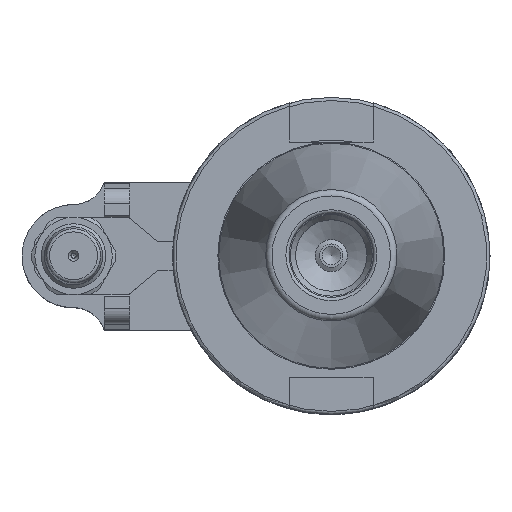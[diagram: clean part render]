
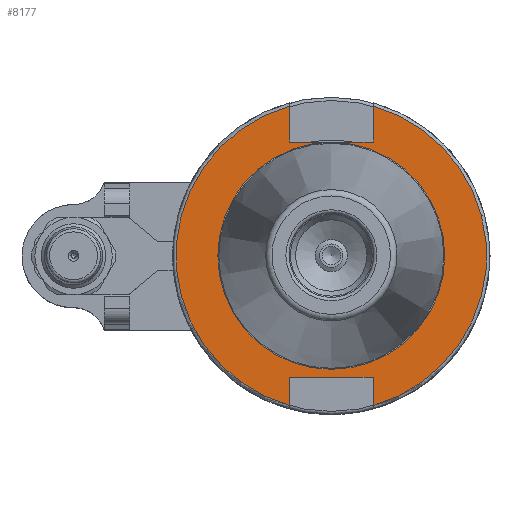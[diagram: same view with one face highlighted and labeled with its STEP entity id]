
A CAD part, top view. The second image highlights one B-rep face of the part: STEP entity #8177.
In plain terms, the highlighted planar face has unit normal (0, 0, 1).
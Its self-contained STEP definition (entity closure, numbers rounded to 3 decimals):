
#6891=CARTESIAN_POINT('',(12.955,35.31,-3.175));
#6892=VERTEX_POINT('',#6891);
#6899=CARTESIAN_POINT('',(12.955,46.439,-3.175));
#6900=VERTEX_POINT('',#6899);
#6901=CARTESIAN_POINT('',(12.955,46.439,-3.175));
#6902=DIRECTION('',(0.0,-1.0,0.0));
#6903=VECTOR('',#6902,11.129);
#6904=LINE('',#6901,#6903);
#6905=EDGE_CURVE('',#6900,#6892,#6904,.T.);
#7085=CARTESIAN_POINT('',(-12.955,46.439,-3.175));
#7086=VERTEX_POINT('',#7085);
#7100=CARTESIAN_POINT('',(-12.955,35.31,-3.175));
#7101=VERTEX_POINT('',#7100);
#7102=CARTESIAN_POINT('',(-12.955,35.31,-3.175));
#7103=DIRECTION('',(0.0,1.0,0.0));
#7104=VECTOR('',#7103,11.129);
#7105=LINE('',#7102,#7104);
#7106=EDGE_CURVE('',#7101,#7086,#7105,.T.);
#7131=CARTESIAN_POINT('',(12.955,35.31,-3.175));
#7132=DIRECTION('',(-1.0,0.0,0.0));
#7133=VECTOR('',#7132,25.91);
#7134=LINE('',#7131,#7133);
#7135=EDGE_CURVE('',#6892,#7101,#7134,.T.);
#7389=CARTESIAN_POINT('',(12.955,-46.439,-3.175));
#7390=VERTEX_POINT('',#7389);
#7391=CARTESIAN_POINT('',(0.,0.0,-3.175));
#7392=DIRECTION('',(0.0,0.0,-1.0));
#7393=DIRECTION('',(0.0,1.0,0.0));
#7394=AXIS2_PLACEMENT_3D('',#7391,#7392,#7393);
#7395=CIRCLE('',#7394,48.212);
#7396=EDGE_CURVE('',#6900,#7390,#7395,.T.);
#7482=CARTESIAN_POINT('',(-12.955,-37.72,-3.175));
#7483=VERTEX_POINT('',#7482);
#7490=CARTESIAN_POINT('',(-12.955,-46.439,-3.175));
#7491=VERTEX_POINT('',#7490);
#7492=CARTESIAN_POINT('',(-12.955,-46.439,-3.175));
#7493=DIRECTION('',(0.0,1.0,0.0));
#7494=VECTOR('',#7493,8.719);
#7495=LINE('',#7492,#7494);
#7496=EDGE_CURVE('',#7491,#7483,#7495,.T.);
#7598=CARTESIAN_POINT('',(12.955,-37.72,-3.175));
#7599=VERTEX_POINT('',#7598);
#7600=CARTESIAN_POINT('',(12.955,-37.72,-3.175));
#7601=DIRECTION('',(0.0,-1.0,0.0));
#7602=VECTOR('',#7601,8.719);
#7603=LINE('',#7600,#7602);
#7604=EDGE_CURVE('',#7599,#7390,#7603,.T.);
#7636=CARTESIAN_POINT('',(-12.955,-37.72,-3.175));
#7637=DIRECTION('',(1.0,0.0,0.0));
#7638=VECTOR('',#7637,25.91);
#7639=LINE('',#7636,#7638);
#7640=EDGE_CURVE('',#7483,#7599,#7639,.T.);
#8138=CARTESIAN_POINT('',(0.,35.225,-3.175));
#8139=VERTEX_POINT('',#8138);
#8140=CARTESIAN_POINT('',(0.,0.0,-3.175));
#8141=DIRECTION('',(0.0,0.0,-1.0));
#8142=DIRECTION('',(0.0,1.0,0.0));
#8143=AXIS2_PLACEMENT_3D('',#8140,#8141,#8142);
#8144=CIRCLE('',#8143,35.225);
#8145=EDGE_CURVE('',#8139,#8139,#8144,.T.);
#8153=CARTESIAN_POINT('',(0.,41.719,-3.175));
#8154=DIRECTION('',(0.0,0.0,1.0));
#8155=DIRECTION('',(1.0,0.0,0.0));
#8156=AXIS2_PLACEMENT_3D('',#8153,#8154,#8155);
#8157=PLANE('',#8156);
#8158=ORIENTED_EDGE('',*,*,#7106,.T.);
#8159=CARTESIAN_POINT('',(0.,0.0,-3.175));
#8160=DIRECTION('',(0.0,0.0,-1.0));
#8161=DIRECTION('',(0.0,1.0,0.0));
#8162=AXIS2_PLACEMENT_3D('',#8159,#8160,#8161);
#8163=CIRCLE('',#8162,48.212);
#8164=EDGE_CURVE('',#7491,#7086,#8163,.T.);
#8165=ORIENTED_EDGE('',*,*,#8164,.F.);
#8166=ORIENTED_EDGE('',*,*,#7496,.T.);
#8167=ORIENTED_EDGE('',*,*,#7640,.T.);
#8168=ORIENTED_EDGE('',*,*,#7604,.T.);
#8169=ORIENTED_EDGE('',*,*,#7396,.F.);
#8170=ORIENTED_EDGE('',*,*,#6905,.T.);
#8171=ORIENTED_EDGE('',*,*,#7135,.T.);
#8172=EDGE_LOOP('',(#8158,#8165,#8166,#8167,#8168,#8169,#8170,#8171));
#8173=FACE_OUTER_BOUND('',#8172,.T.);
#8174=ORIENTED_EDGE('',*,*,#8145,.T.);
#8175=EDGE_LOOP('',(#8174));
#8176=FACE_BOUND('',#8175,.T.);
#8177=ADVANCED_FACE('',(#8173,#8176),#8157,.T.);
